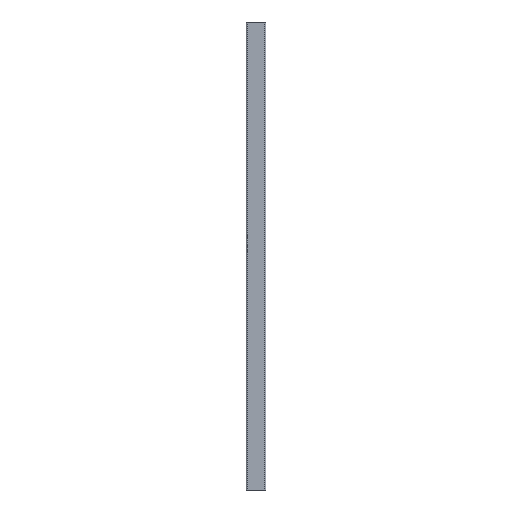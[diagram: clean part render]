
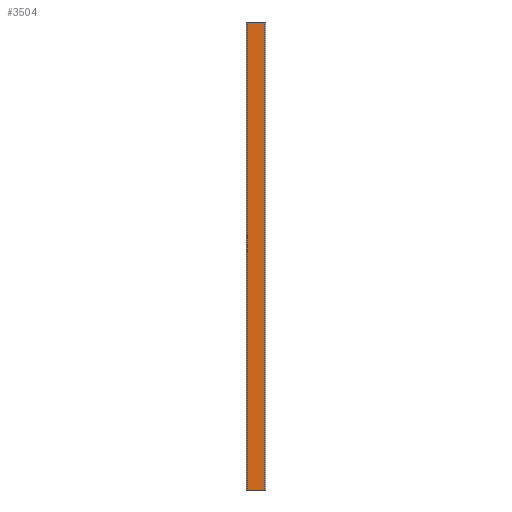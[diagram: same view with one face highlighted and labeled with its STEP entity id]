
A CAD part, left-side view. The second image highlights one B-rep face of the part: STEP entity #3504.
In plain terms, the highlighted planar face has unit normal (-1, 0, 0).
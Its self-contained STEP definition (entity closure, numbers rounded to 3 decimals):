
#78 = CARTESIAN_POINT ( 'NONE',  ( -20., 19., 0. ) ) ;
#179 = AXIS2_PLACEMENT_3D ( 'NONE', #1004, #2064, #2908 ) ;
#374 = LINE ( 'NONE', #2048, #2648 ) ;
#629 = VECTOR ( 'NONE', #1208, 1000. ) ;
#662 = FACE_OUTER_BOUND ( 'NONE', #3326, .T. ) ;
#851 = CARTESIAN_POINT ( 'NONE',  ( -20., 19., 1000. ) ) ;
#887 = CARTESIAN_POINT ( 'NONE',  ( -20., -19., 1000. ) ) ;
#1004 = CARTESIAN_POINT ( 'NONE',  ( -20., -19., 1000. ) ) ;
#1066 = EDGE_CURVE ( 'NONE', #1536, #1554, #1143, .T. ) ;
#1123 = LINE ( 'NONE', #887, #629 ) ;
#1143 = LINE ( 'NONE', #1993, #1341 ) ;
#1208 = DIRECTION ( 'NONE',  ( 0., -1., 0. ) ) ;
#1341 = VECTOR ( 'NONE', #1406, 1000. ) ;
#1406 = DIRECTION ( 'NONE',  ( 0., 0., -1. ) ) ;
#1494 = PLANE ( 'NONE',  #179 ) ;
#1534 = CARTESIAN_POINT ( 'NONE',  ( -20., -19., 0. ) ) ;
#1536 = VERTEX_POINT ( 'NONE', #2093 ) ;
#1554 = VERTEX_POINT ( 'NONE', #1534 ) ;
#1759 = LINE ( 'NONE', #2738, #2352 ) ;
#1993 = CARTESIAN_POINT ( 'NONE',  ( -20., -19., 1000. ) ) ;
#2048 = CARTESIAN_POINT ( 'NONE',  ( -20., -19., 0. ) ) ;
#2064 = DIRECTION ( 'NONE',  ( 1., 0., 0. ) ) ;
#2085 = ORIENTED_EDGE ( 'NONE', *, *, #2671, .T. ) ;
#2093 = CARTESIAN_POINT ( 'NONE',  ( -20., -19., 1000. ) ) ;
#2167 = ORIENTED_EDGE ( 'NONE', *, *, #3421, .T. ) ;
#2352 = VECTOR ( 'NONE', #2950, 1000. ) ;
#2375 = EDGE_CURVE ( 'NONE', #2821, #1536, #1123, .T. ) ;
#2451 = VERTEX_POINT ( 'NONE', #78 ) ;
#2622 = ORIENTED_EDGE ( 'NONE', *, *, #1066, .F. ) ;
#2648 = VECTOR ( 'NONE', #3136, 1000. ) ;
#2671 = EDGE_CURVE ( 'NONE', #2821, #2451, #1759, .T. ) ;
#2738 = CARTESIAN_POINT ( 'NONE',  ( -20., 19., 1000. ) ) ;
#2821 = VERTEX_POINT ( 'NONE', #851 ) ;
#2908 = DIRECTION ( 'NONE',  ( 0., 0., -1. ) ) ;
#2934 = ORIENTED_EDGE ( 'NONE', *, *, #2375, .F. ) ;
#2950 = DIRECTION ( 'NONE',  ( 0., 0., -1. ) ) ;
#3136 = DIRECTION ( 'NONE',  ( 0., -1., 0. ) ) ;
#3326 = EDGE_LOOP ( 'NONE', ( #2167, #2622, #2934, #2085 ) ) ;
#3421 = EDGE_CURVE ( 'NONE', #2451, #1554, #374, .T. ) ;
#3504 = ADVANCED_FACE ( 'NONE', ( #662 ), #1494, .F. ) ;
